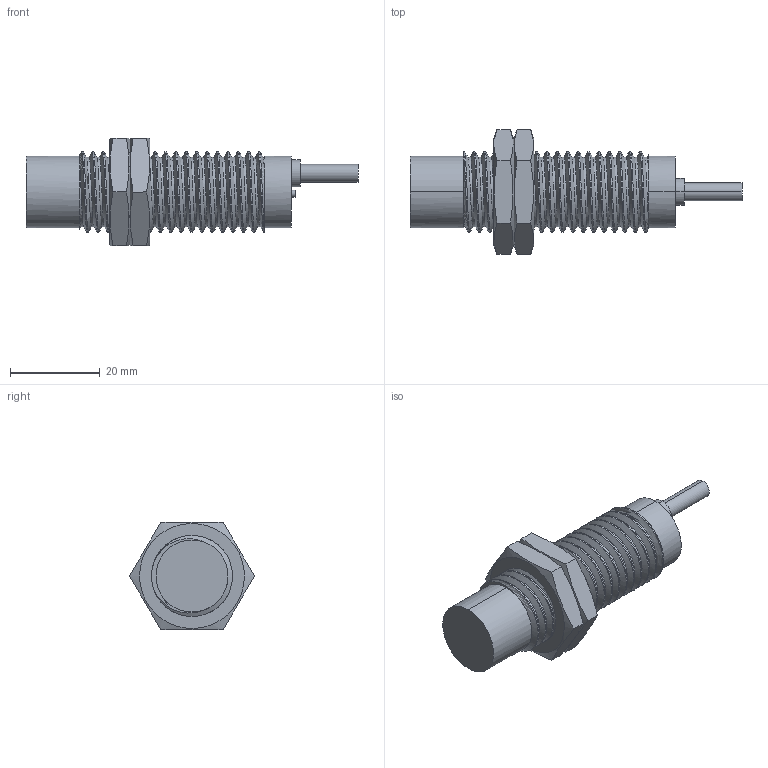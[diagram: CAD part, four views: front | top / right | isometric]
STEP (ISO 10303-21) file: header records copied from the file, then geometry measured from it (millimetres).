
FILE_DESCRIPTION (( 'STEP AP214' ), '1' );
FILE_NAME ('PXINDTLN18-16NO_3D.STEP', '2022-11-12T00:07:43', ( '' ), ( '' ), 'SwSTEP 2.0', 'SolidWorks 2022', '' );
FILE_SCHEMA (( 'AUTOMOTIVE_DESIGN' ));
Length unit declared in the file: inch
Products named in the file (1): PXINDTLN18-16NO_3D
Bounding box: 73.8 x 27.71 x 24 mm (x, y, z)
Volume: 14873.9 mm3; surface area: 6844.8 mm2
Topology: 2 solids, 2 shells, 79 faces, 206 edges, 138 vertices
Faces by surface type: cylinder 49, plane 23, bspline 7
Entity records: 7873 total; most frequent: CARTESIAN_POINT 5206, ORIENTED_EDGE 412, DIRECTION 268, EDGE_CURVE 206, VERTEX_POINT 138, AXIS2_PLACEMENT_3D 104, EDGE_LOOP 88, ADVANCED_FACE 79
